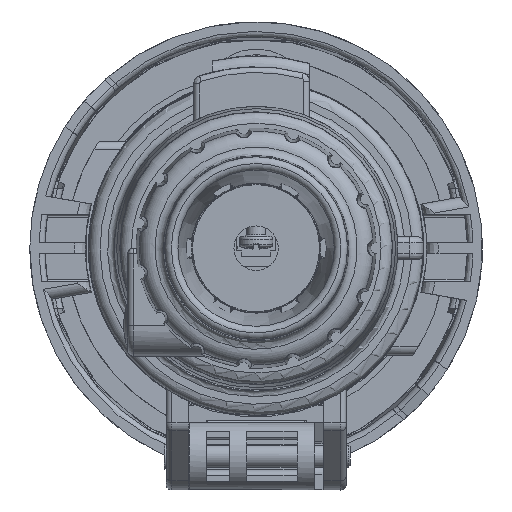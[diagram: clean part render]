
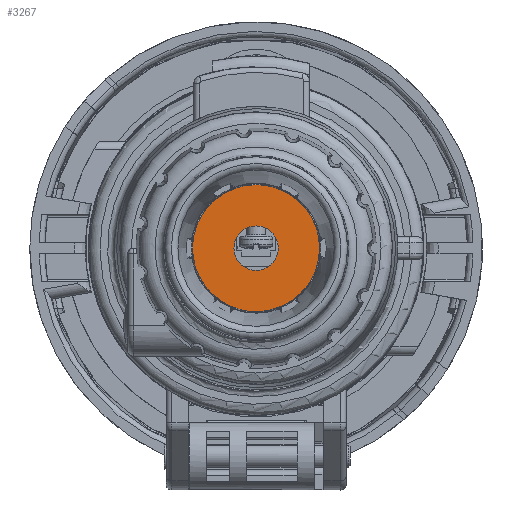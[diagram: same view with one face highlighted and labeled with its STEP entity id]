
A CAD part, front view. The second image highlights one B-rep face of the part: STEP entity #3267.
In plain terms, the highlighted planar face has unit normal (0, -1, 0).
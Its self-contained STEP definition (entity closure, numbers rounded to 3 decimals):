
#637=FACE_BOUND('',#6806,.T.);
#638=FACE_BOUND('',#6807,.T.);
#2487=PLANE('',#28726);
#3267=ADVANCED_FACE('',(#637,#638),#2487,.T.);
#6806=EDGE_LOOP('',(#10773));
#6807=EDGE_LOOP('',(#10774));
#8554=CIRCLE('',#28719,14.3);
#8557=CIRCLE('',#28724,3.95);
#10773=ORIENTED_EDGE('',*,*,#21351,.T.);
#10774=ORIENTED_EDGE('',*,*,#21354,.F.);
#18385=VERTEX_POINT('',#40530);
#18388=VERTEX_POINT('',#40538);
#21351=EDGE_CURVE('',#18385,#18385,#8554,.T.);
#21354=EDGE_CURVE('',#18388,#18388,#8557,.T.);
#28719=AXIS2_PLACEMENT_3D('',#40529,#32296,#32297);
#28724=AXIS2_PLACEMENT_3D('',#40537,#32306,#32307);
#28726=AXIS2_PLACEMENT_3D('',#40540,#32310,#32311);
#32296=DIRECTION('',(0.,-1.,0.));
#32297=DIRECTION('',(-1.,0.,0.));
#32306=DIRECTION('',(0.,-1.,0.));
#32307=DIRECTION('',(-1.,0.,0.));
#32310=DIRECTION('',(0.,-1.,0.));
#32311=DIRECTION('',(0.,0.,1.));
#40529=CARTESIAN_POINT('',(0.,-89.854,0.));
#40530=CARTESIAN_POINT('',(-14.3,-89.854,0.));
#40537=CARTESIAN_POINT('',(0.,-89.854,0.));
#40538=CARTESIAN_POINT('',(-3.95,-89.854,0.));
#40540=CARTESIAN_POINT('',(-28.6,-89.854,28.6));
